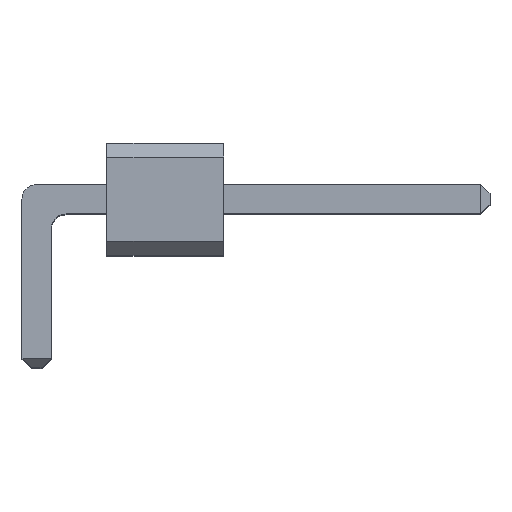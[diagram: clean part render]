
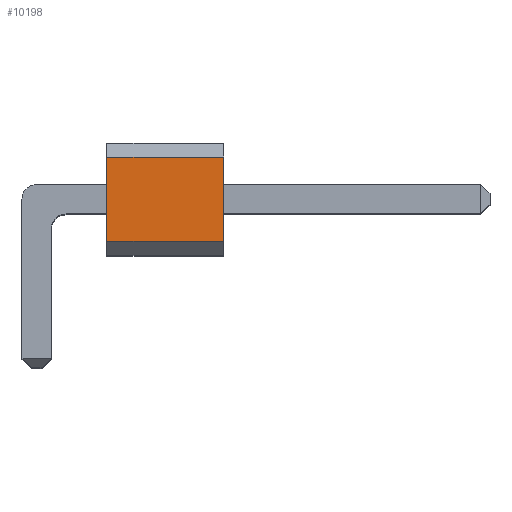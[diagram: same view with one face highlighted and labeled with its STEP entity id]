
A CAD part, top view. The second image highlights one B-rep face of the part: STEP entity #10198.
In plain terms, the highlighted planar face has unit normal (0, 0, 1).
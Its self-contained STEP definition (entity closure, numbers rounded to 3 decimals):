
#10198 = ADVANCED_FACE('',(#10199),#10213,.T.);
#10199 = FACE_BOUND('',#10200,.T.);
#10200 = EDGE_LOOP('',(#10201,#10236,#10264,#10292));
#10201 = ORIENTED_EDGE('',*,*,#10202,.F.);
#10202 = EDGE_CURVE('',#10203,#10205,#10207,.T.);
#10203 = VERTEX_POINT('',#10204);
#10204 = CARTESIAN_POINT('',(1.5,-0.9,13.97));
#10205 = VERTEX_POINT('',#10206);
#10206 = CARTESIAN_POINT('',(1.5,0.9,13.97));
#10207 = SURFACE_CURVE('',#10208,(#10212,#10224),.PCURVE_S1.);
#10208 = LINE('',#10209,#10210);
#10209 = CARTESIAN_POINT('',(1.5,-1.2,13.97));
#10210 = VECTOR('',#10211,1.);
#10211 = DIRECTION('',(0.,1.,0.));
#10212 = PCURVE('',#10213,#10218);
#10213 = PLANE('',#10214);
#10214 = AXIS2_PLACEMENT_3D('',#10215,#10216,#10217);
#10215 = CARTESIAN_POINT('',(1.5,-1.2,13.97));
#10216 = DIRECTION('',(0.,0.,1.));
#10217 = DIRECTION('',(0.,1.,0.));
#10218 = DEFINITIONAL_REPRESENTATION('',(#10219),#10223);
#10219 = LINE('',#10220,#10221);
#10220 = CARTESIAN_POINT('',(0.,0.));
#10221 = VECTOR('',#10222,1.);
#10222 = DIRECTION('',(1.,0.));
#10223 = ( GEOMETRIC_REPRESENTATION_CONTEXT(2) 
PARAMETRIC_REPRESENTATION_CONTEXT() REPRESENTATION_CONTEXT('2D SPACE',''
  ) );
#10224 = PCURVE('',#10225,#10230);
#10225 = PLANE('',#10226);
#10226 = AXIS2_PLACEMENT_3D('',#10227,#10228,#10229);
#10227 = CARTESIAN_POINT('',(1.5,-1.2,13.97));
#10228 = DIRECTION('',(1.,0.,0.));
#10229 = DIRECTION('',(0.,1.,0.));
#10230 = DEFINITIONAL_REPRESENTATION('',(#10231),#10235);
#10231 = LINE('',#10232,#10233);
#10232 = CARTESIAN_POINT('',(0.,0.));
#10233 = VECTOR('',#10234,1.);
#10234 = DIRECTION('',(1.,0.));
#10235 = ( GEOMETRIC_REPRESENTATION_CONTEXT(2) 
PARAMETRIC_REPRESENTATION_CONTEXT() REPRESENTATION_CONTEXT('2D SPACE',''
  ) );
#10236 = ORIENTED_EDGE('',*,*,#10237,.T.);
#10237 = EDGE_CURVE('',#10203,#10238,#10240,.T.);
#10238 = VERTEX_POINT('',#10239);
#10239 = CARTESIAN_POINT('',(4.,-0.9,13.97));
#10240 = SURFACE_CURVE('',#10241,(#10245,#10252),.PCURVE_S1.);
#10241 = LINE('',#10242,#10243);
#10242 = CARTESIAN_POINT('',(1.5,-0.9,13.97));
#10243 = VECTOR('',#10244,1.);
#10244 = DIRECTION('',(1.,0.,0.));
#10245 = PCURVE('',#10213,#10246);
#10246 = DEFINITIONAL_REPRESENTATION('',(#10247),#10251);
#10247 = LINE('',#10248,#10249);
#10248 = CARTESIAN_POINT('',(0.3,0.));
#10249 = VECTOR('',#10250,1.);
#10250 = DIRECTION('',(0.,-1.));
#10251 = ( GEOMETRIC_REPRESENTATION_CONTEXT(2) 
PARAMETRIC_REPRESENTATION_CONTEXT() REPRESENTATION_CONTEXT('2D SPACE',''
  ) );
#10252 = PCURVE('',#10253,#10258);
#10253 = PLANE('',#10254);
#10254 = AXIS2_PLACEMENT_3D('',#10255,#10256,#10257);
#10255 = CARTESIAN_POINT('',(1.5,-1.05,13.82));
#10256 = DIRECTION('',(0.,-0.707,
    0.707));
#10257 = DIRECTION('',(-1.,0.,0.));
#10258 = DEFINITIONAL_REPRESENTATION('',(#10259),#10263);
#10259 = LINE('',#10260,#10261);
#10260 = CARTESIAN_POINT('',(0.,-0.212));
#10261 = VECTOR('',#10262,1.);
#10262 = DIRECTION('',(-1.,0.));
#10263 = ( GEOMETRIC_REPRESENTATION_CONTEXT(2) 
PARAMETRIC_REPRESENTATION_CONTEXT() REPRESENTATION_CONTEXT('2D SPACE',''
  ) );
#10264 = ORIENTED_EDGE('',*,*,#10265,.T.);
#10265 = EDGE_CURVE('',#10238,#10266,#10268,.T.);
#10266 = VERTEX_POINT('',#10267);
#10267 = CARTESIAN_POINT('',(4.,0.9,13.97));
#10268 = SURFACE_CURVE('',#10269,(#10273,#10280),.PCURVE_S1.);
#10269 = LINE('',#10270,#10271);
#10270 = CARTESIAN_POINT('',(4.,-1.2,13.97));
#10271 = VECTOR('',#10272,1.);
#10272 = DIRECTION('',(0.,1.,0.));
#10273 = PCURVE('',#10213,#10274);
#10274 = DEFINITIONAL_REPRESENTATION('',(#10275),#10279);
#10275 = LINE('',#10276,#10277);
#10276 = CARTESIAN_POINT('',(0.,-2.5));
#10277 = VECTOR('',#10278,1.);
#10278 = DIRECTION('',(1.,0.));
#10279 = ( GEOMETRIC_REPRESENTATION_CONTEXT(2) 
PARAMETRIC_REPRESENTATION_CONTEXT() REPRESENTATION_CONTEXT('2D SPACE',''
  ) );
#10280 = PCURVE('',#10281,#10286);
#10281 = PLANE('',#10282);
#10282 = AXIS2_PLACEMENT_3D('',#10283,#10284,#10285);
#10283 = CARTESIAN_POINT('',(4.,-1.2,13.97));
#10284 = DIRECTION('',(1.,0.,0.));
#10285 = DIRECTION('',(0.,1.,0.));
#10286 = DEFINITIONAL_REPRESENTATION('',(#10287),#10291);
#10287 = LINE('',#10288,#10289);
#10288 = CARTESIAN_POINT('',(0.,0.));
#10289 = VECTOR('',#10290,1.);
#10290 = DIRECTION('',(1.,0.));
#10291 = ( GEOMETRIC_REPRESENTATION_CONTEXT(2) 
PARAMETRIC_REPRESENTATION_CONTEXT() REPRESENTATION_CONTEXT('2D SPACE',''
  ) );
#10292 = ORIENTED_EDGE('',*,*,#10293,.F.);
#10293 = EDGE_CURVE('',#10205,#10266,#10294,.T.);
#10294 = SURFACE_CURVE('',#10295,(#10299,#10306),.PCURVE_S1.);
#10295 = LINE('',#10296,#10297);
#10296 = CARTESIAN_POINT('',(1.5,0.9,13.97));
#10297 = VECTOR('',#10298,1.);
#10298 = DIRECTION('',(1.,0.,0.));
#10299 = PCURVE('',#10213,#10300);
#10300 = DEFINITIONAL_REPRESENTATION('',(#10301),#10305);
#10301 = LINE('',#10302,#10303);
#10302 = CARTESIAN_POINT('',(2.1,0.));
#10303 = VECTOR('',#10304,1.);
#10304 = DIRECTION('',(0.,-1.));
#10305 = ( GEOMETRIC_REPRESENTATION_CONTEXT(2) 
PARAMETRIC_REPRESENTATION_CONTEXT() REPRESENTATION_CONTEXT('2D SPACE',''
  ) );
#10306 = PCURVE('',#10307,#10312);
#10307 = PLANE('',#10308);
#10308 = AXIS2_PLACEMENT_3D('',#10309,#10310,#10311);
#10309 = CARTESIAN_POINT('',(1.5,1.05,13.82));
#10310 = DIRECTION('',(0.,0.707,0.707)
  );
#10311 = DIRECTION('',(1.,0.,0.));
#10312 = DEFINITIONAL_REPRESENTATION('',(#10313),#10317);
#10313 = LINE('',#10314,#10315);
#10314 = CARTESIAN_POINT('',(0.,-0.212));
#10315 = VECTOR('',#10316,1.);
#10316 = DIRECTION('',(1.,0.));
#10317 = ( GEOMETRIC_REPRESENTATION_CONTEXT(2) 
PARAMETRIC_REPRESENTATION_CONTEXT() REPRESENTATION_CONTEXT('2D SPACE',''
  ) );
